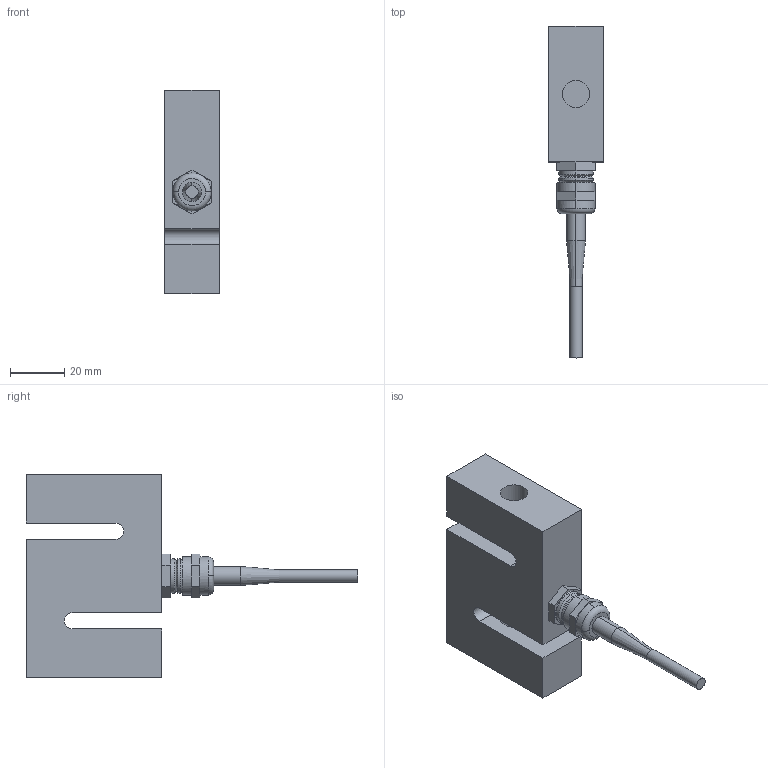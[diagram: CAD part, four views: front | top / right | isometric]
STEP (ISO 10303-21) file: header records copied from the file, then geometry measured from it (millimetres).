
FILE_DESCRIPTION( ( 'Unknown' ), '1' );
FILE_NAME( 'K25-0_02-10kN.stp', 'Unknown', ( 'Unknown' ), ( 'Unknown' ), 'PSStep 17.0.49', 'Unknown', ' ' );
FILE_SCHEMA( ( 'AUTOMOTIVE_DESIGN { 1 0 10303 214 1 1 1 1 }' ) );
Length unit declared in the file: millimetre
Products named in the file (4): Assem1; 1672-001-Gehäuse; Pg7 mit Knickschutz; kabeldurchmesser4,5_doc-00036217
Assembly tree (3 placements, depth 2):
  Assem1
    1672-001-Gehäuse
    Pg7 mit Knickschutz
    kabeldurchmesser4,5_doc-00036217
Bounding box: 20 x 122.13 x 75 mm (x, y, z)
Volume: 67574.8 mm3; surface area: 18496 mm2
Topology: 3 solids, 3 shells, 86 faces, 196 edges, 121 vertices
Faces by surface type: plane 45, cylinder 23, cone 16, torus 2
Full cylindrical faces by diameter (mm): 4.5 x1, 10.106 x2
Entity records: 3884 total; most frequent: CARTESIAN_POINT 1507, ORIENTED_EDGE 382, DIRECTION 232, EDGE_CURVE 191, B_SPLINE_CURVE_WITH_KNOTS 149, VERTEX_POINT 119, AXIS2_PLACEMENT_3D 100, EDGE_LOOP 100
